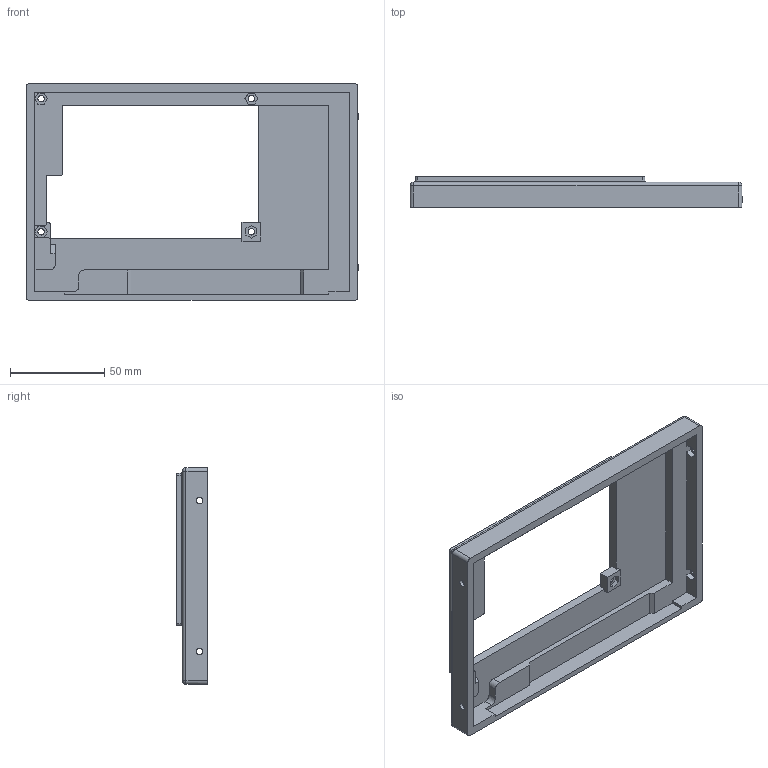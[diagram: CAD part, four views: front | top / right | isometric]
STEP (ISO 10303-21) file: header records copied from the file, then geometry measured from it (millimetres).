
FILE_DESCRIPTION (( 'STEP AP214' ), '1' );
FILE_NAME ('i-PAN5_V1R2L1_7Zoll_EDT_CAP_RAHMEN.STEP', '2013-12-05T10:01:36', ( 'Torben' ), ( '' ), 'SwSTEP 2.0', 'SolidWorks 2014', '' );
FILE_SCHEMA (( 'AUTOMOTIVE_DESIGN' ));
Length unit declared in the file: millimetre
Products named in the file (1): i-PAN5_V1R2L1_7Zoll_EDT_CAP_RAHMEN
Bounding box: 176 x 16.6 x 115 mm (x, y, z)
Volume: 66848.8 mm3; surface area: 42884.8 mm2
Topology: 1 solids, 3 shells, 178 faces, 488 edges, 317 vertices
Faces by surface type: plane 134, cylinder 36, bspline 8
Full cylindrical faces by diameter (mm): 3.4 x4, 3.5 x4
Entity records: 5675 total; most frequent: CARTESIAN_POINT 1132, ORIENTED_EDGE 948, DIRECTION 883, EDGE_CURVE 474, VECTOR 399, LINE 399, VERTEX_POINT 315, AXIS2_PLACEMENT_3D 242
